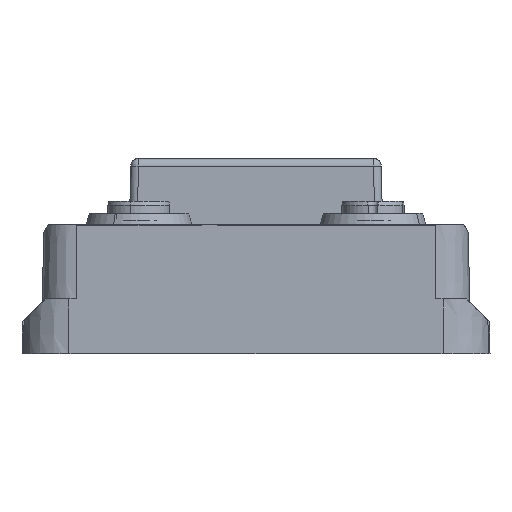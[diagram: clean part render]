
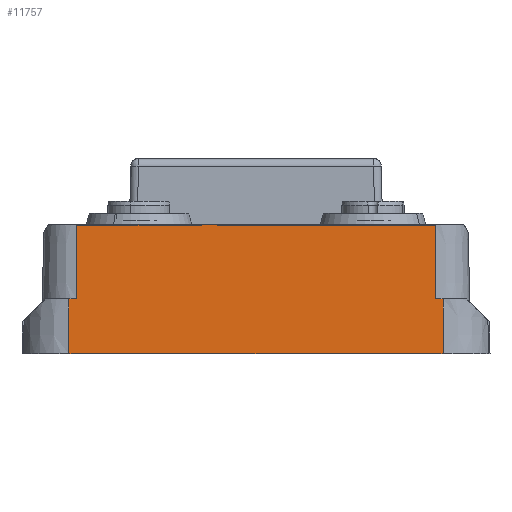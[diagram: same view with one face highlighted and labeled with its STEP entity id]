
A CAD part, front view. The second image highlights one B-rep face of the part: STEP entity #11757.
In plain terms, the highlighted planar face has unit normal (0, -1, 0.018).
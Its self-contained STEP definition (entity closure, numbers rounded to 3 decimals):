
#11696=AXIS2_PLACEMENT_3D('Plane Axis2P3D',#11693,#11694,#11695) ;
#11508=CARTESIAN_POINT('Vertex',(53.,0.288,16.5)) ;
#11511=CARTESIAN_POINT('Line Origine',(53.,0.144,8.25)) ;
#11515=CARTESIAN_POINT('Vertex',(53.,0.122,7.)) ;
#11557=CARTESIAN_POINT('Vertex',(7.,0.288,16.5)) ;
#11560=CARTESIAN_POINT('Line Origine',(30.,0.288,16.5)) ;
#11674=CARTESIAN_POINT('Line Origine',(53.5,0.122,7.)) ;
#11678=CARTESIAN_POINT('Vertex',(54.,0.122,7.)) ;
#11693=CARTESIAN_POINT('Axis2P3D Location',(60.,0.,0.)) ;
#11698=CARTESIAN_POINT('Line Origine',(30.,0.,0.)) ;
#11702=CARTESIAN_POINT('Vertex',(54.,0.,0.)) ;
#11704=CARTESIAN_POINT('Vertex',(53.,0.,0.)) ;
#11707=CARTESIAN_POINT('Line Origine',(54.,0.061,3.5)) ;
#11712=CARTESIAN_POINT('Line Origine',(7.,0.061,3.5)) ;
#11716=CARTESIAN_POINT('Vertex',(7.,0.122,7.)) ;
#11719=CARTESIAN_POINT('Line Origine',(30.,0.122,7.)) ;
#11723=CARTESIAN_POINT('Vertex',(6.,0.122,7.)) ;
#11726=CARTESIAN_POINT('Line Origine',(6.,0.061,3.5)) ;
#11730=CARTESIAN_POINT('Vertex',(6.,0.,0.)) ;
#11733=CARTESIAN_POINT('Line Origine',(30.,0.,0.)) ;
#11737=CARTESIAN_POINT('Vertex',(7.,0.,0.)) ;
#11740=CARTESIAN_POINT('Line Origine',(30.,0.,0.)) ;
#11512=DIRECTION('Vector Direction',(0.,-0.017,-1.)) ;
#11561=DIRECTION('Vector Direction',(1.,0.,0.)) ;
#11675=DIRECTION('Vector Direction',(1.,0.,0.)) ;
#11694=DIRECTION('Axis2P3D Direction',(0.,-1.,0.017)) ;
#11695=DIRECTION('Axis2P3D XDirection',(-1.,0.,0.)) ;
#11699=DIRECTION('Vector Direction',(-1.,0.,0.)) ;
#11708=DIRECTION('Vector Direction',(0.,-0.017,-1.)) ;
#11713=DIRECTION('Vector Direction',(0.,-0.017,-1.)) ;
#11720=DIRECTION('Vector Direction',(-1.,0.,0.)) ;
#11727=DIRECTION('Vector Direction',(0.,-0.017,-1.)) ;
#11734=DIRECTION('Vector Direction',(-1.,0.,0.)) ;
#11741=DIRECTION('Vector Direction',(-1.,0.,0.)) ;
#11513=VECTOR('Line Direction',#11512,1.) ;
#11562=VECTOR('Line Direction',#11561,1.) ;
#11676=VECTOR('Line Direction',#11675,1.) ;
#11700=VECTOR('Line Direction',#11699,1.) ;
#11709=VECTOR('Line Direction',#11708,1.) ;
#11714=VECTOR('Line Direction',#11713,1.) ;
#11721=VECTOR('Line Direction',#11720,1.) ;
#11728=VECTOR('Line Direction',#11727,1.) ;
#11735=VECTOR('Line Direction',#11734,1.) ;
#11742=VECTOR('Line Direction',#11741,1.) ;
#11746=ORIENTED_EDGE('',*,*,#11706,.F.) ;
#11747=ORIENTED_EDGE('',*,*,#11711,.T.) ;
#11748=ORIENTED_EDGE('',*,*,#11680,.F.) ;
#11749=ORIENTED_EDGE('',*,*,#11517,.T.) ;
#11750=ORIENTED_EDGE('',*,*,#11564,.F.) ;
#11751=ORIENTED_EDGE('',*,*,#11718,.F.) ;
#11752=ORIENTED_EDGE('',*,*,#11725,.F.) ;
#11753=ORIENTED_EDGE('',*,*,#11732,.F.) ;
#11754=ORIENTED_EDGE('',*,*,#11739,.F.) ;
#11755=ORIENTED_EDGE('',*,*,#11744,.F.) ;
#11757=ADVANCED_FACE('327588.1\\427559.1\\Gehaeuse',(#11756),#11697,.T.) ;
#11517=EDGE_CURVE('',#11516,#11509,#11514,.F.) ;
#11564=EDGE_CURVE('',#11558,#11509,#11563,.T.) ;
#11680=EDGE_CURVE('',#11516,#11679,#11677,.T.) ;
#11706=EDGE_CURVE('',#11703,#11705,#11701,.T.) ;
#11711=EDGE_CURVE('',#11703,#11679,#11710,.F.) ;
#11718=EDGE_CURVE('',#11717,#11558,#11715,.F.) ;
#11725=EDGE_CURVE('',#11724,#11717,#11722,.F.) ;
#11732=EDGE_CURVE('',#11731,#11724,#11729,.F.) ;
#11739=EDGE_CURVE('',#11738,#11731,#11736,.T.) ;
#11744=EDGE_CURVE('',#11705,#11738,#11743,.T.) ;
#11745=EDGE_LOOP('',(#11746,#11747,#11748,#11749,#11750,#11751,#11752,#11753,#11754,#11755)) ;
#11756=FACE_OUTER_BOUND('',#11745,.T.) ;
#11514=LINE('Line',#11511,#11513) ;
#11563=LINE('Line',#11560,#11562) ;
#11677=LINE('Line',#11674,#11676) ;
#11701=LINE('Line',#11698,#11700) ;
#11710=LINE('Line',#11707,#11709) ;
#11715=LINE('Line',#11712,#11714) ;
#11722=LINE('Line',#11719,#11721) ;
#11729=LINE('Line',#11726,#11728) ;
#11736=LINE('Line',#11733,#11735) ;
#11743=LINE('Line',#11740,#11742) ;
#11697=PLANE('',#11696) ;
#11509=VERTEX_POINT('',#11508) ;
#11516=VERTEX_POINT('',#11515) ;
#11558=VERTEX_POINT('',#11557) ;
#11679=VERTEX_POINT('',#11678) ;
#11703=VERTEX_POINT('',#11702) ;
#11705=VERTEX_POINT('',#11704) ;
#11717=VERTEX_POINT('',#11716) ;
#11724=VERTEX_POINT('',#11723) ;
#11731=VERTEX_POINT('',#11730) ;
#11738=VERTEX_POINT('',#11737) ;
